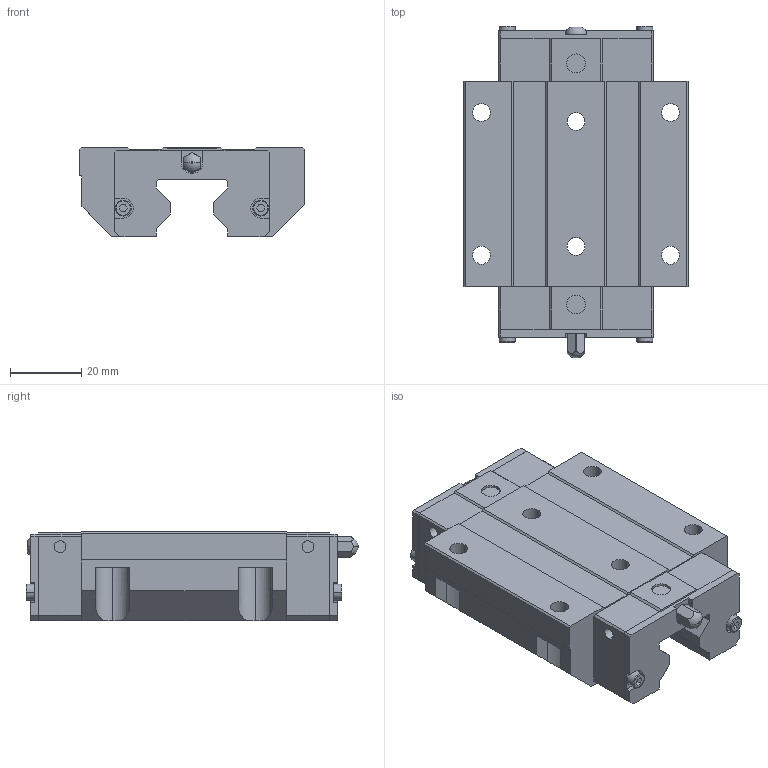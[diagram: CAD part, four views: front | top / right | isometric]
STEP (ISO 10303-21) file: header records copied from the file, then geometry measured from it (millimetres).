
FILE_DESCRIPTION(('STEP AP214'),'1');
FILE_NAME('cctmp_699FBC3B-AA9B-45EF-808B-86D26B5E0CA7_2020_5_14_11_13_23_594..stp','2020-05-14T09:13:23',('HIWIN GmbH'),('CADClick - www.CADClick.com'),'Spatial InterOp 3D',' ','unknown authorization');
FILE_SCHEMA(('AUTOMOTIVE_DESIGN'));
Length unit declared in the file: millimetre
Products named in the file (1): RGW20CCZAH_FILE
Bounding box: 63 x 93.09 x 25 mm (x, y, z)
Volume: 87872.4 mm3; surface area: 21245.8 mm2
Topology: 1 solids, 7 shells, 282 faces, 747 edges, 491 vertices
Faces by surface type: plane 180, cylinder 78, torus 22, sphere 2
Entity records: 11087 total; most frequent: CARTESIAN_POINT 1569, DIRECTION 1525, ORIENTED_EDGE 1494, EDGE_CURVE 747, LINE 519, VECTOR 519, AXIS2_PLACEMENT_3D 503, VERTEX_POINT 491
